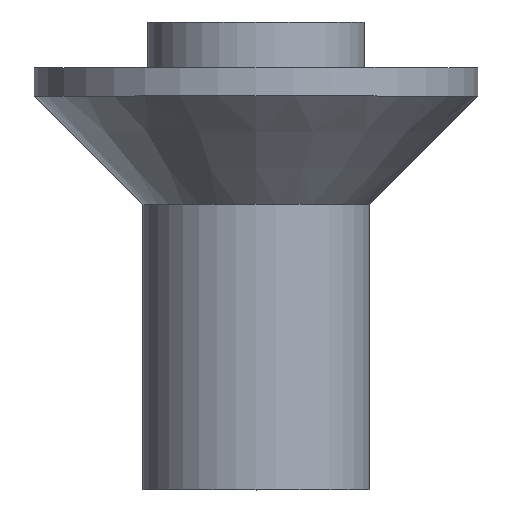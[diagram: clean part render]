
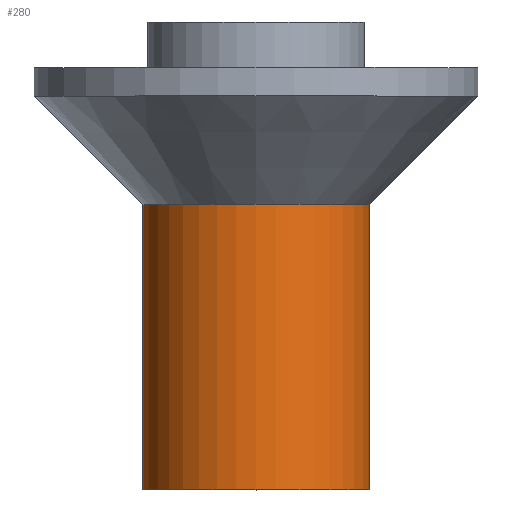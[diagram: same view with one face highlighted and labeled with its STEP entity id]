
A CAD part, top view. The second image highlights one B-rep face of the part: STEP entity #280.
In plain terms, the highlighted cylindrical face has radius 3.975 mm (diameter 7.95 mm), a partial arc.
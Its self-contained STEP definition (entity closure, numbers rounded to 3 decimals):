
#7 = DIRECTION ( 'NONE',  ( 0., 1., 0. ) ) ;
#12 = AXIS2_PLACEMENT_3D ( 'NONE', #158, #288, #109 ) ;
#13 = DIRECTION ( 'NONE',  ( -1., 0., 0. ) ) ;
#23 = ORIENTED_EDGE ( 'NONE', *, *, #198, .F. ) ;
#30 = LINE ( 'NONE', #159, #250 ) ;
#33 = CARTESIAN_POINT ( 'NONE',  ( 0., -4.8, 0. ) ) ;
#35 = DIRECTION ( 'NONE',  ( 0., -1., 0. ) ) ;
#54 = CARTESIAN_POINT ( 'NONE',  ( -3.975, -14.8, 0. ) ) ;
#58 = LINE ( 'NONE', #138, #195 ) ;
#71 = VERTEX_POINT ( 'NONE', #277 ) ;
#72 = VERTEX_POINT ( 'NONE', #54 ) ;
#83 = DIRECTION ( 'NONE',  ( -1., 0., 0. ) ) ;
#86 = AXIS2_PLACEMENT_3D ( 'NONE', #33, #35, #83 ) ;
#91 = CARTESIAN_POINT ( 'NONE',  ( 3.975, -14.8, 0. ) ) ;
#94 = ORIENTED_EDGE ( 'NONE', *, *, #207, .T. ) ;
#98 = ORIENTED_EDGE ( 'NONE', *, *, #150, .T. ) ;
#107 = FACE_OUTER_BOUND ( 'NONE', #248, .T. ) ;
#109 = DIRECTION ( 'NONE',  ( -1., 0., 0. ) ) ;
#137 = ORIENTED_EDGE ( 'NONE', *, *, #216, .T. ) ;
#138 = CARTESIAN_POINT ( 'NONE',  ( -3.975, 1.6, 0. ) ) ;
#139 = CARTESIAN_POINT ( 'NONE',  ( 0., 1.6, 0. ) ) ;
#150 = EDGE_CURVE ( 'NONE', #71, #200, #170, .T. ) ;
#158 = CARTESIAN_POINT ( 'NONE',  ( 0., -14.8, 0. ) ) ;
#159 = CARTESIAN_POINT ( 'NONE',  ( 3.975, 1.6, 0. ) ) ;
#170 = CIRCLE ( 'NONE', #86, 3.975 ) ;
#195 = VECTOR ( 'NONE', #7, 1000. ) ;
#198 = EDGE_CURVE ( 'NONE', #72, #200, #58, .T. ) ;
#200 = VERTEX_POINT ( 'NONE', #208 ) ;
#207 = EDGE_CURVE ( 'NONE', #72, #295, #227, .T. ) ;
#208 = CARTESIAN_POINT ( 'NONE',  ( -3.975, -4.8, 0. ) ) ;
#216 = EDGE_CURVE ( 'NONE', #295, #71, #30, .T. ) ;
#227 = CIRCLE ( 'NONE', #12, 3.975 ) ;
#240 = DIRECTION ( 'NONE',  ( 0., 1., 0. ) ) ;
#248 = EDGE_LOOP ( 'NONE', ( #94, #137, #98, #23 ) ) ;
#250 = VECTOR ( 'NONE', #287, 1000. ) ;
#264 = CYLINDRICAL_SURFACE ( 'NONE', #265, 3.975 ) ;
#265 = AXIS2_PLACEMENT_3D ( 'NONE', #139, #240, #13 ) ;
#277 = CARTESIAN_POINT ( 'NONE',  ( 3.975, -4.8, 0. ) ) ;
#280 = ADVANCED_FACE ( 'NONE', ( #107 ), #264, .T. ) ;
#287 = DIRECTION ( 'NONE',  ( 0., 1., 0. ) ) ;
#288 = DIRECTION ( 'NONE',  ( 0., 1., 0. ) ) ;
#295 = VERTEX_POINT ( 'NONE', #91 ) ;
